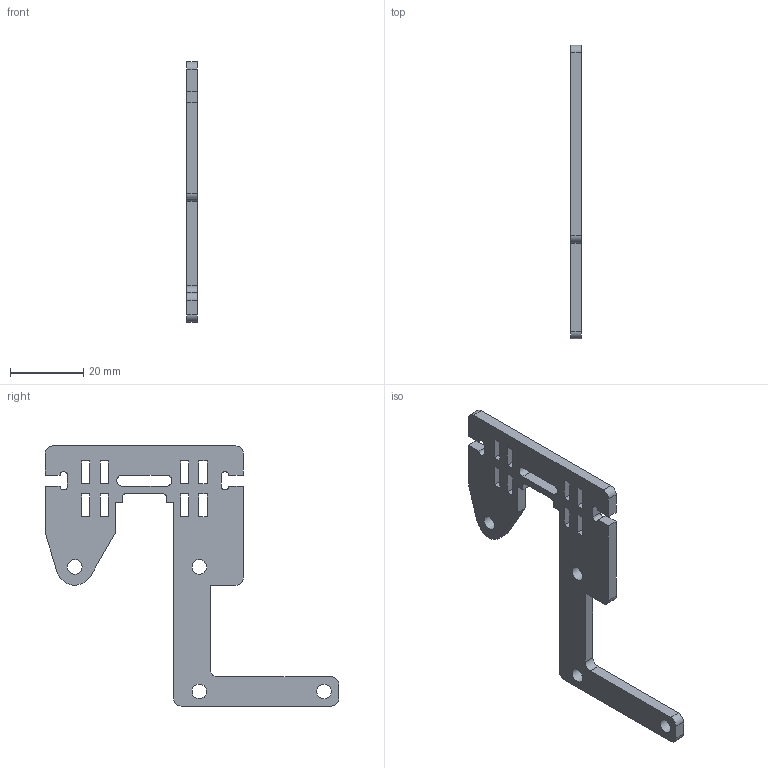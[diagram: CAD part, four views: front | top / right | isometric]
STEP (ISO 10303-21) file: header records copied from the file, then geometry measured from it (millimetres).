
FILE_DESCRIPTION(/* description */ (''),/* implementation_level */ '2;1');
FILE_NAME(/* name */ 'Hemera Mount_Component1 v1.step',/* time_stamp */ '2020-02-25T17:38:06-06:00',/* author */ (''),/* organization */ (''),/* preprocessor_version */ 'ST-DEVELOPER v18',/* originating_system */ 'Autodesk Translation Framework v8.12.0.6',/* authorisation */ '');
FILE_SCHEMA (('AUTOMOTIVE_DESIGN { 1 0 10303 214 3 1 1 }'));
Length unit declared in the file: millimetre
Products named in the file (1): Hemera Mount_Component1
Bounding box: 3 x 80 x 71 mm (x, y, z)
Volume: 5796.3 mm3; surface area: 5660.1 mm2
Topology: 1 solids, 1 shells, 81 faces, 245 edges, 166 vertices
Faces by surface type: plane 61, cylinder 20
Full cylindrical faces by diameter (mm): 4 x4
Entity records: 2843 total; most frequent: CARTESIAN_POINT 493, ORIENTED_EDGE 490, DIRECTION 457, EDGE_CURVE 245, LINE 197, VECTOR 197, VERTEX_POINT 166, AXIS2_PLACEMENT_3D 130
